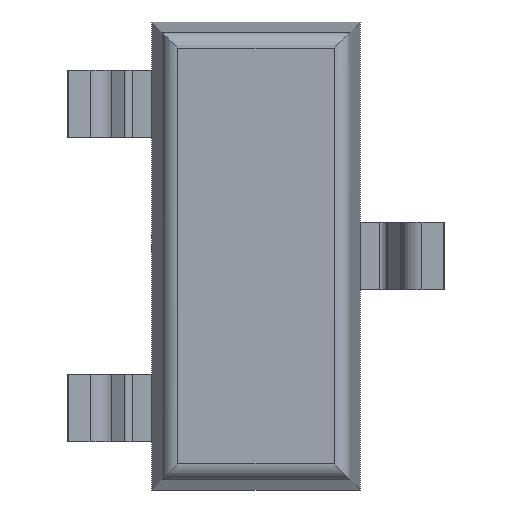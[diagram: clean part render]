
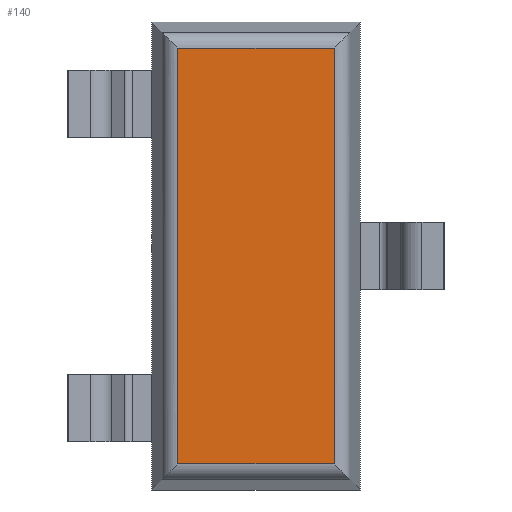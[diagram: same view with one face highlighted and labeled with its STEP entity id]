
A CAD part, front view. The second image highlights one B-rep face of the part: STEP entity #140.
In plain terms, the highlighted planar face has unit normal (0, -1, 0).
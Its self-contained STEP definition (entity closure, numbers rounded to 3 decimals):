
#15 = CARTESIAN_POINT ( 'NONE',  ( 0.487, 0.1, 1.381 ) ) ;
#20 = CARTESIAN_POINT ( 'NONE',  ( -0.487, 0.1, 1.297 ) ) ;
#140 = ADVANCED_FACE ( 'NONE', ( #1327 ), #165, .T. ) ;
#165 = PLANE ( 'NONE',  #1887 ) ;
#230 = ORIENTED_EDGE ( 'NONE', *, *, #1299, .T. ) ;
#254 = EDGE_CURVE ( 'NONE', #836, #1317, #1431, .T. ) ;
#320 = CARTESIAN_POINT ( 'NONE',  ( 0., 0.1, 0. ) ) ;
#363 = VECTOR ( 'NONE', #1878, 1000. ) ;
#470 = EDGE_CURVE ( 'NONE', #1317, #1920, #1003, .T. ) ;
#519 = CARTESIAN_POINT ( 'NONE',  ( -0.571, 0.1, 1.297 ) ) ;
#673 = EDGE_CURVE ( 'NONE', #1920, #1315, #1030, .T. ) ;
#815 = DIRECTION ( 'NONE',  ( 0., -1., 0. ) ) ;
#818 = DIRECTION ( 'NONE',  ( 0., 0., 1. ) ) ;
#836 = VERTEX_POINT ( 'NONE', #1960 ) ;
#888 = ORIENTED_EDGE ( 'NONE', *, *, #673, .T. ) ;
#965 = DIRECTION ( 'NONE',  ( 1., 0., 0. ) ) ;
#997 = LINE ( 'NONE', #15, #2014 ) ;
#1003 = LINE ( 'NONE', #2055, #363 ) ;
#1007 = VECTOR ( 'NONE', #1008, 1000. ) ;
#1008 = DIRECTION ( 'NONE',  ( -1., 0., 0. ) ) ;
#1030 = LINE ( 'NONE', #2080, #1503 ) ;
#1185 = ORIENTED_EDGE ( 'NONE', *, *, #470, .T. ) ;
#1299 = EDGE_CURVE ( 'NONE', #1315, #836, #997, .T. ) ;
#1303 = DIRECTION ( 'NONE',  ( 0., 0., -1. ) ) ;
#1315 = VERTEX_POINT ( 'NONE', #1937 ) ;
#1317 = VERTEX_POINT ( 'NONE', #20 ) ;
#1327 = FACE_OUTER_BOUND ( 'NONE', #1469, .T. ) ;
#1384 = ORIENTED_EDGE ( 'NONE', *, *, #254, .T. ) ;
#1431 = LINE ( 'NONE', #519, #1007 ) ;
#1469 = EDGE_LOOP ( 'NONE', ( #1384, #1185, #888, #230 ) ) ;
#1502 = CARTESIAN_POINT ( 'NONE',  ( -0.487, 0.1, -1.297 ) ) ;
#1503 = VECTOR ( 'NONE', #965, 1000. ) ;
#1878 = DIRECTION ( 'NONE',  ( 0., 0., -1. ) ) ;
#1887 = AXIS2_PLACEMENT_3D ( 'NONE', #320, #815, #1303 ) ;
#1920 = VERTEX_POINT ( 'NONE', #1502 ) ;
#1937 = CARTESIAN_POINT ( 'NONE',  ( 0.487, 0.1, -1.297 ) ) ;
#1960 = CARTESIAN_POINT ( 'NONE',  ( 0.487, 0.1, 1.297 ) ) ;
#2014 = VECTOR ( 'NONE', #818, 1000. ) ;
#2055 = CARTESIAN_POINT ( 'NONE',  ( -0.487, 0.1, -1.381 ) ) ;
#2080 = CARTESIAN_POINT ( 'NONE',  ( 0.571, 0.1, -1.297 ) ) ;
